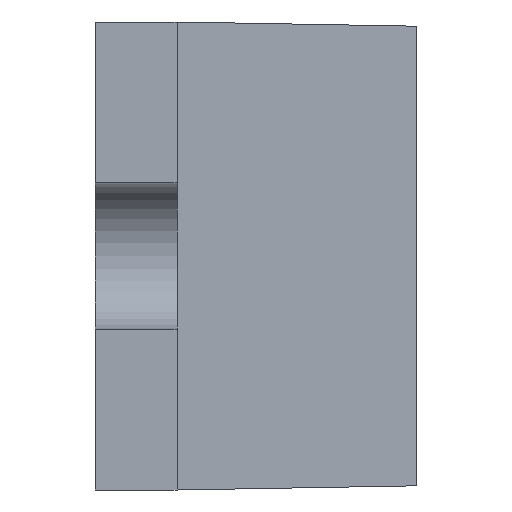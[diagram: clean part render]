
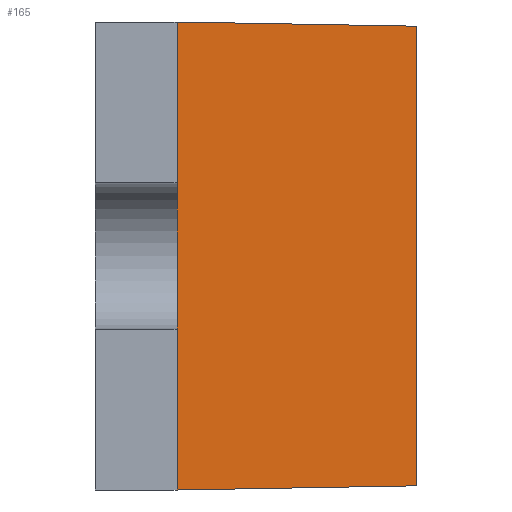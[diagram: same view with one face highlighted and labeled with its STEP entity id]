
A CAD part, left-side view. The second image highlights one B-rep face of the part: STEP entity #165.
In plain terms, the highlighted planar face has unit normal (-1, -0.018, 0).
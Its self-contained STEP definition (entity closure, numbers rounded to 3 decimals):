
#2 = DIRECTION ( 'NONE',  ( -0.017, 1., 0.017 ) ) ;
#18 = DIRECTION ( 'NONE',  ( -0.017, 1., -0.017 ) ) ;
#77 = EDGE_LOOP ( 'NONE', ( #891, #513, #285, #661 ) ) ;
#165 = ADVANCED_FACE ( 'NONE', ( #267 ), #822, .T. ) ;
#196 = VECTOR ( 'NONE', #2, 1000. ) ;
#267 = FACE_OUTER_BOUND ( 'NONE', #77, .T. ) ;
#285 = ORIENTED_EDGE ( 'NONE', *, *, #1125, .F. ) ;
#295 = CARTESIAN_POINT ( 'NONE',  ( -0.736, -0.82, 0.8 ) ) ;
#301 = CARTESIAN_POINT ( 'NONE',  ( -0.75, 0., 0.8 ) ) ;
#307 = VERTEX_POINT ( 'NONE', #861 ) ;
#330 = CARTESIAN_POINT ( 'NONE',  ( -0.736, -0.82, -0.786 ) ) ;
#373 = DIRECTION ( 'NONE',  ( 0.017, -1., 0. ) ) ;
#374 = AXIS2_PLACEMENT_3D ( 'NONE', #743, #459, #373 ) ;
#410 = VECTOR ( 'NONE', #18, 1000. ) ;
#459 = DIRECTION ( 'NONE',  ( -1., -0.017, 0. ) ) ;
#513 = ORIENTED_EDGE ( 'NONE', *, *, #1096, .F. ) ;
#517 = CARTESIAN_POINT ( 'NONE',  ( -0.75, 0., 0.8 ) ) ;
#583 = EDGE_CURVE ( 'NONE', #724, #307, #1144, .T. ) ;
#650 = LINE ( 'NONE', #932, #410 ) ;
#661 = ORIENTED_EDGE ( 'NONE', *, *, #832, .T. ) ;
#724 = VERTEX_POINT ( 'NONE', #517 ) ;
#725 = VECTOR ( 'NONE', #936, 1000. ) ;
#743 = CARTESIAN_POINT ( 'NONE',  ( -0.75, 0., 0.8 ) ) ;
#819 = CARTESIAN_POINT ( 'NONE',  ( -0.75, 0., 0.8 ) ) ;
#822 = PLANE ( 'NONE',  #374 ) ;
#832 = EDGE_CURVE ( 'NONE', #1020, #724, #903, .T. ) ;
#833 = LINE ( 'NONE', #295, #725 ) ;
#861 = CARTESIAN_POINT ( 'NONE',  ( -0.75, 0., -0.8 ) ) ;
#891 = ORIENTED_EDGE ( 'NONE', *, *, #583, .T. ) ;
#903 = LINE ( 'NONE', #819, #196 ) ;
#932 = CARTESIAN_POINT ( 'NONE',  ( -0.75, 0., -0.8 ) ) ;
#936 = DIRECTION ( 'NONE',  ( 0., 0., -1. ) ) ;
#939 = VECTOR ( 'NONE', #960, 1000. ) ;
#960 = DIRECTION ( 'NONE',  ( 0., 0., -1. ) ) ;
#971 = VERTEX_POINT ( 'NONE', #330 ) ;
#1020 = VERTEX_POINT ( 'NONE', #1097 ) ;
#1096 = EDGE_CURVE ( 'NONE', #971, #307, #650, .T. ) ;
#1097 = CARTESIAN_POINT ( 'NONE',  ( -0.736, -0.82, 0.786 ) ) ;
#1125 = EDGE_CURVE ( 'NONE', #1020, #971, #833, .T. ) ;
#1144 = LINE ( 'NONE', #301, #939 ) ;
